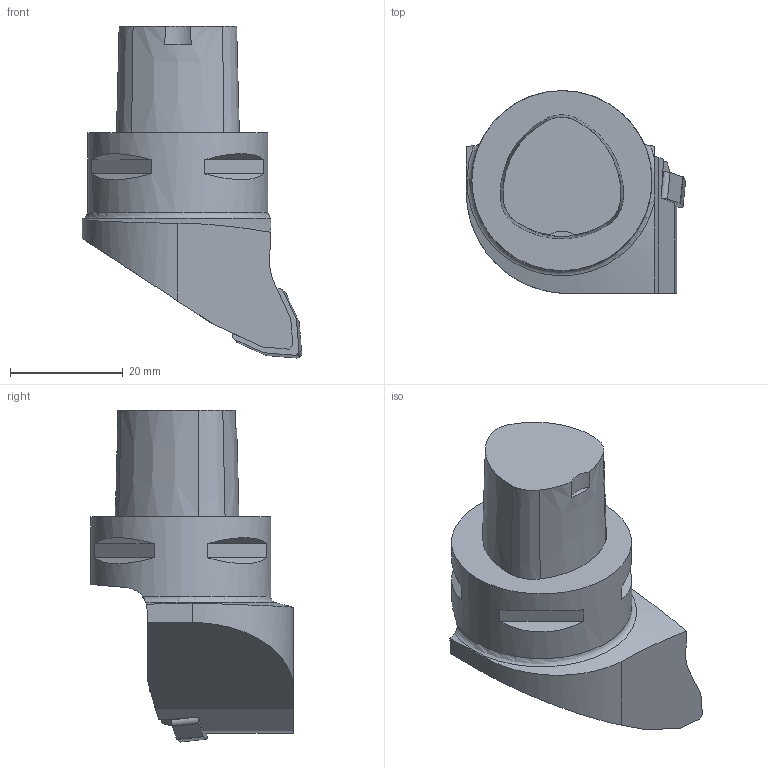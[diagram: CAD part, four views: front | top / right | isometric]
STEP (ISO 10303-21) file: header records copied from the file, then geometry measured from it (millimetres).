
FILE_DESCRIPTION(/* description */ (''),/* implementation_level */ '2;1');
FILE_NAME(/* name */ '1543813453305.stp',/* time_stamp */ '2018-12-03T10:34:37+05:00',/* author */ (''),/* organization */ ('SMS'),/* preprocessor_version */ 'ST-DEVELOPER v15',/* originating_system */ 'SIEMENS PLM Software NX 8.5',/* authorisation */ '');
FILE_SCHEMA (('AUTOMOTIVE_DESIGN { 1 0 10303 214 3 1 1 1 }'));
Length unit declared in the file: millimetre
Products named in the file (4): IsoTurningInsert; ASSEMBLY_CONSTRUCTION; 201752067mod000_00; 201752064mod000_00
Assembly tree (3 placements, depth 2):
  201752064mod000_00
    201752067mod000_00
    ASSEMBLY_CONSTRUCTION
    IsoTurningInsert
Bounding box: 38.99 x 35.97 x 58.99 mm (x, y, z)
Volume: 30617.9 mm3; surface area: 7036.3 mm2
Topology: 2 solids, 2 shells, 95 faces, 237 edges, 160 vertices
Faces by surface type: plane 58, cylinder 20, cone 16, torus 1
Full cylindrical faces by diameter (mm): 3.81 x2, 32 x1
Entity records: 3103 total; most frequent: CARTESIAN_POINT 673, DIRECTION 491, ORIENTED_EDGE 458, EDGE_CURVE 229, AXIS2_PLACEMENT_3D 180, VERTEX_POINT 150, LINE 131, VECTOR 131
